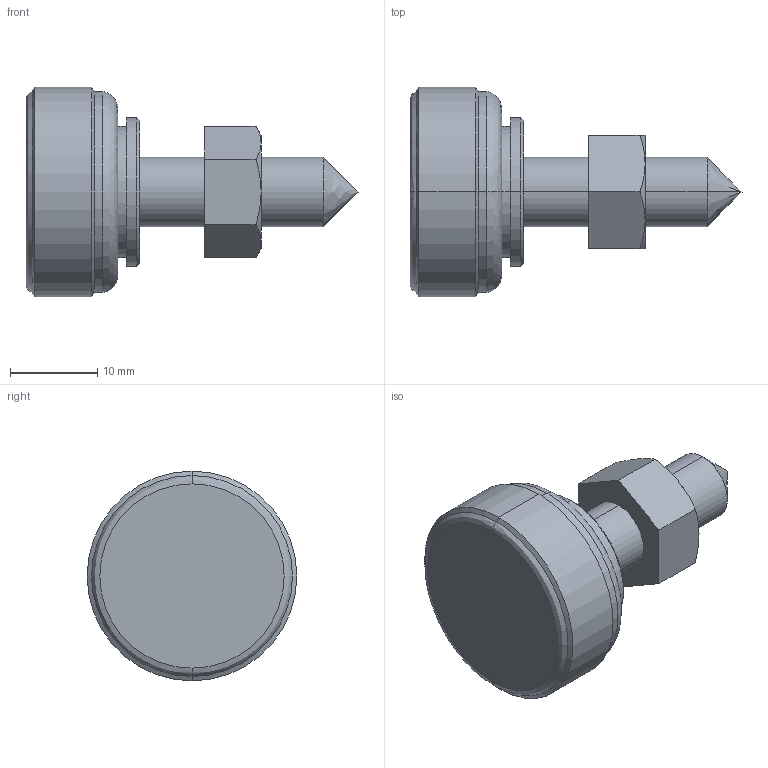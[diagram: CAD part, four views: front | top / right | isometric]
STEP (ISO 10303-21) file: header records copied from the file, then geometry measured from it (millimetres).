
FILE_DESCRIPTION( (''), '2;1');
FILE_NAME ('PC3955.24684.THA_340SUS_24_8_N_21479.stp','2025-12-02T13:20:53',(''),(''),'spGate 20.6.3 (****-****-****-****)','','');
FILE_SCHEMA (('AUTOMOTIVE_DESIGN'));
Length unit declared in the file: millimetre
Products named in the file (3): Assembly; THA_340SUS_24_8_Nツマミ; M8ナット
Assembly tree (2 placements, depth 2):
  Assembly
    THA_340SUS_24_8_Nツマミ
    M8ナット
Bounding box: 38 x 24 x 24 mm (x, y, z)
Volume: 6805.1 mm3; surface area: 2971.3 mm2
Topology: 2 solids, 2 shells, 42 faces, 90 edges, 53 vertices
Faces by surface type: bspline 18, plane 12, cylinder 12
Entity records: 2091 total; most frequent: CARTESIAN_POINT 486, ORIENTED_EDGE 176, DIRECTION 152, COLOUR_RGB 132, PRESENTATION_STYLE_ASSIGNMENT 132, STYLED_ITEM 132, EDGE_CURVE 88, DRAUGHTING_PRE_DEFINED_CURVE_FONT 88
